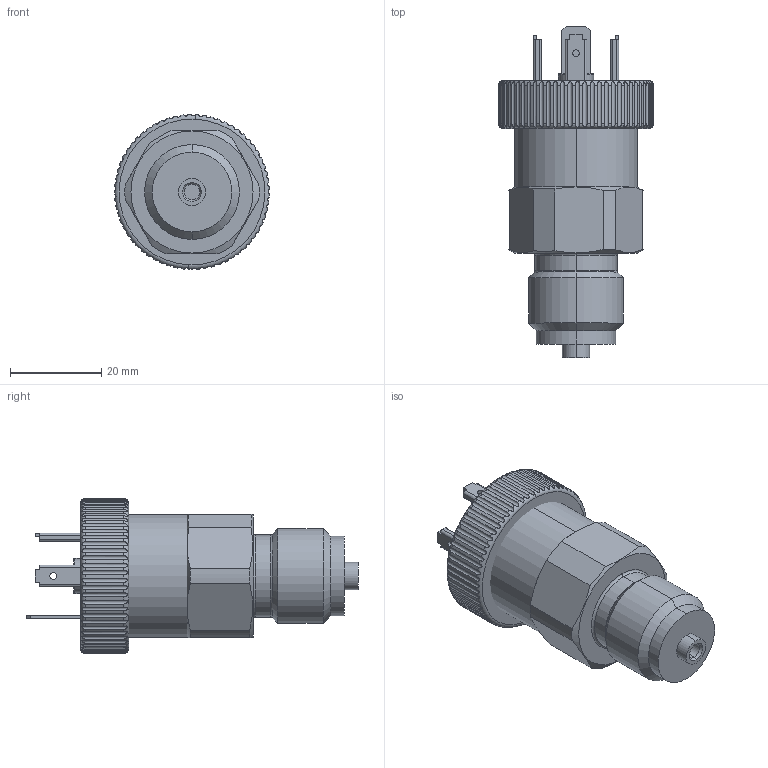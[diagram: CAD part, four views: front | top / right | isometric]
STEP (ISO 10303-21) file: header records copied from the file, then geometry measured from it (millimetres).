
FILE_DESCRIPTION (( 'STEP AP214' ), '1' );
FILE_NAME ('828X.XX.XX.11.05.STEP', '2017-07-03T13:41:35', ( 'upgadmin' ), ( 'Hewlett-Packard Company' ), 'SwSTEP 2.0', 'SolidWorks 2016', '' );
FILE_SCHEMA (( 'AUTOMOTIVE_DESIGN' ));
Length unit declared in the file: millimetre
Products named in the file (7): ﾜ-Mutter; Stiftplatte_DIN-Stecker; 11_C29321; 828X.XX.XX.11.05; ﾜ-Mutter_E01220
Assembly tree (3 placements, depth 2):
  ﾜ-Mutter
  Stiftplatte_DIN-Stecker
  11_C29321
  828X.XX.XX.11.05
    11_C29321
    Stiftplatte_DIN-Stecker
    ﾜ-Mutter_E01220
Bounding box: 34 x 72.85 x 34 mm (x, y, z)
Volume: 32701.3 mm3; surface area: 11481.5 mm2
Topology: 3 solids, 3 shells, 450 faces, 1229 edges, 806 vertices
Faces by surface type: cylinder 235, plane 156, bspline 25, torus 18, cone 16
Entity records: 19056 total; most frequent: CARTESIAN_POINT 6279, ORIENTED_EDGE 2458, DIRECTION 2217, EDGE_CURVE 1229, AXIS2_PLACEMENT_3D 810, VERTEX_POINT 806, VECTOR 597, LINE 597
